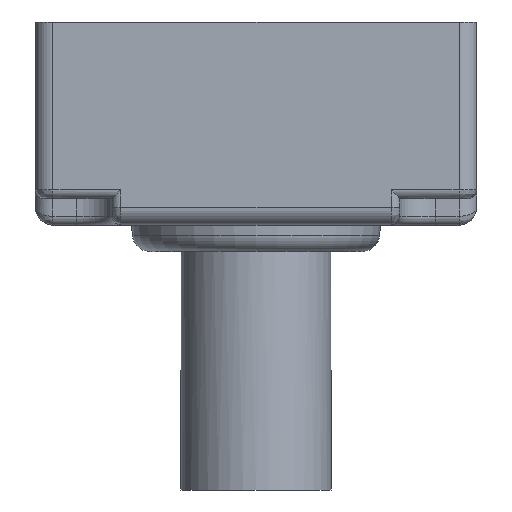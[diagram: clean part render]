
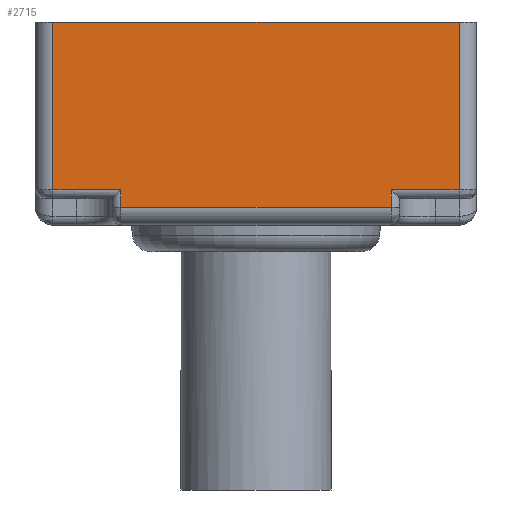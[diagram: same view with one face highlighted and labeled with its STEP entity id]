
A CAD part, left-side view. The second image highlights one B-rep face of the part: STEP entity #2715.
In plain terms, the highlighted planar face has unit normal (-1, 0, 0).
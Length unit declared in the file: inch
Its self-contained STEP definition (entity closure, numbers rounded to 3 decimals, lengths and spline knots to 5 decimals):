
#47=PLANE('',#2927);
#161=FACE_OUTER_BOUND('',#320,.T.);
#320=EDGE_LOOP('',(#1985,#1986,#1987,#1988,#1989,#1990,#1991,#1992));
#479=LINE('',#4254,#734);
#483=LINE('',#4282,#738);
#493=LINE('',#4305,#748);
#536=LINE('',#4599,#791);
#537=LINE('',#4621,#792);
#538=LINE('',#4623,#793);
#539=LINE('',#4625,#794);
#540=LINE('',#4626,#795);
#734=VECTOR('',#3217,0.15157);
#738=VECTOR('',#3235,0.90551);
#748=VECTOR('',#3251,0.37402);
#791=VECTOR('',#3348,0.03937);
#792=VECTOR('',#3357,0.60236);
#793=VECTOR('',#3358,0.03937);
#794=VECTOR('',#3359,0.15157);
#795=VECTOR('',#3360,0.37402);
#1146=VERTEX_POINT('',#4244);
#1147=VERTEX_POINT('',#4252);
#1153=VERTEX_POINT('',#4279);
#1154=VERTEX_POINT('',#4281);
#1226=VERTEX_POINT('',#4597);
#1227=VERTEX_POINT('',#4620);
#1228=VERTEX_POINT('',#4622);
#1229=VERTEX_POINT('',#4624);
#1431=EDGE_CURVE('',#1146,#1147,#479,.T.);
#1440=EDGE_CURVE('',#1154,#1153,#483,.T.);
#1452=EDGE_CURVE('',#1153,#1146,#493,.T.);
#1519=EDGE_CURVE('',#1147,#1226,#536,.T.);
#1522=EDGE_CURVE('',#1227,#1226,#537,.T.);
#1523=EDGE_CURVE('',#1227,#1228,#538,.T.);
#1524=EDGE_CURVE('',#1228,#1229,#539,.T.);
#1525=EDGE_CURVE('',#1229,#1154,#540,.T.);
#1985=ORIENTED_EDGE('',*,*,#1431,.T.);
#1986=ORIENTED_EDGE('',*,*,#1519,.T.);
#1987=ORIENTED_EDGE('',*,*,#1522,.F.);
#1988=ORIENTED_EDGE('',*,*,#1523,.T.);
#1989=ORIENTED_EDGE('',*,*,#1524,.T.);
#1990=ORIENTED_EDGE('',*,*,#1525,.T.);
#1991=ORIENTED_EDGE('',*,*,#1440,.T.);
#1992=ORIENTED_EDGE('',*,*,#1452,.T.);
#2715=ADVANCED_FACE('',(#161),#47,.T.);
#2927=AXIS2_PLACEMENT_3D('',#4619,#3355,#3356);
#3217=DIRECTION('',(0.,-1.,0.));
#3235=DIRECTION('',(0.,1.,0.));
#3251=DIRECTION('',(0.,0.,-1.));
#3348=DIRECTION('',(0.,0.,-1.));
#3355=DIRECTION('center_axis',(-1.,0.,0.));
#3356=DIRECTION('ref_axis',(0.,0.,1.));
#3357=DIRECTION('',(0.,1.,0.));
#3358=DIRECTION('',(0.,0.,1.));
#3359=DIRECTION('',(0.,-1.,0.));
#3360=DIRECTION('',(0.,0.,1.));
#4244=CARTESIAN_POINT('',(-1.38189,0.45276,0.07874));
#4252=CARTESIAN_POINT('',(-1.38189,0.30118,0.07874));
#4254=CARTESIAN_POINT('',(-1.38189,0.45276,0.07874));
#4279=CARTESIAN_POINT('',(-1.38189,0.45276,0.45276));
#4281=CARTESIAN_POINT('',(-1.38189,-0.45276,0.45276));
#4282=CARTESIAN_POINT('',(-1.38189,-0.45276,0.45276));
#4305=CARTESIAN_POINT('',(-1.38189,0.45276,0.45276));
#4597=CARTESIAN_POINT('',(-1.38189,0.30118,0.03937));
#4599=CARTESIAN_POINT('',(-1.38189,0.30118,0.07874));
#4619=CARTESIAN_POINT('Origin',(-1.38189,0.49213,0.));
#4620=CARTESIAN_POINT('',(-1.38189,-0.30118,0.03937));
#4621=CARTESIAN_POINT('',(-1.38189,-0.30118,0.03937));
#4622=CARTESIAN_POINT('',(-1.38189,-0.30118,0.07874));
#4623=CARTESIAN_POINT('',(-1.38189,-0.30118,0.03937));
#4624=CARTESIAN_POINT('',(-1.38189,-0.45276,0.07874));
#4625=CARTESIAN_POINT('',(-1.38189,-0.30118,0.07874));
#4626=CARTESIAN_POINT('',(-1.38189,-0.45276,0.07874));
